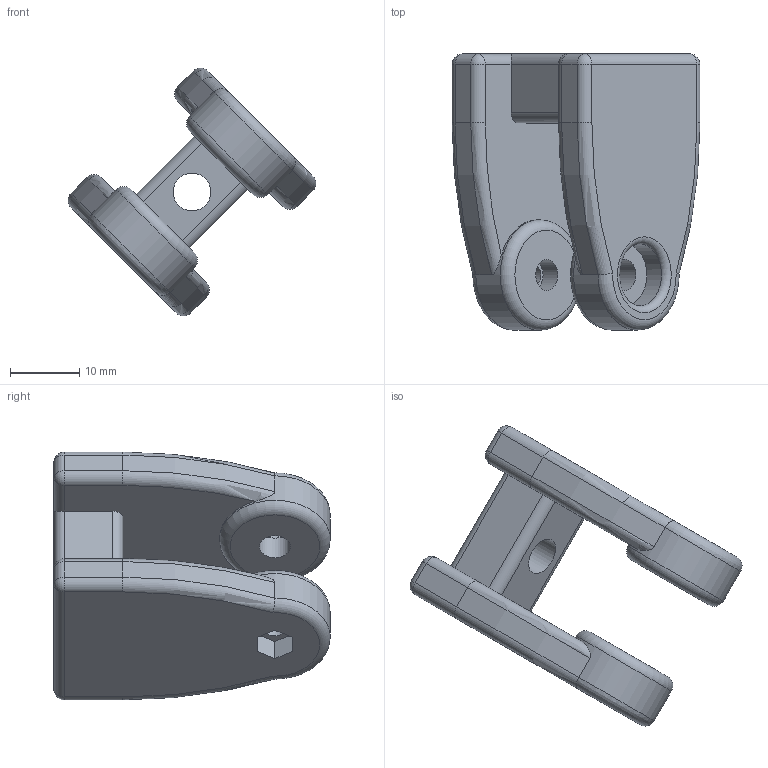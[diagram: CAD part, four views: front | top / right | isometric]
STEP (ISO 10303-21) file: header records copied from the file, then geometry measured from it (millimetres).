
FILE_DESCRIPTION(/* description */ (''),/* implementation_level */ '2;1');
FILE_NAME(/* name */ 'belt_tensioner_F624ZZ.step',/* time_stamp */ '2018-02-13T10:36:27+01:00',/* author */ (''),/* organization */ (''),/* preprocessor_version */ 'ST-DEVELOPER v16.13',/* originating_system */ 'Autodesk Translation Framework v6.5.0.72',/* authorisation */ '');
FILE_SCHEMA (('AUTOMOTIVE_DESIGN { 1 0 10303 214 3 1 1 }'));
Length unit declared in the file: millimetre
Products named in the file (2): (Unsaved); BeltTensionerForF624ZZ
Assembly tree (1 placements, depth 2):
  (Unsaved)
    BeltTensionerForF624ZZ
Bounding box: 35.87 x 40 x 35.87 mm (x, y, z)
Volume: 11676.5 mm3; surface area: 5313.8 mm2
Topology: 1 solids, 1 shells, 77 faces, 177 edges, 105 vertices
Faces by surface type: cylinder 33, plane 23, torus 13, sphere 8
Full cylindrical faces by diameter (mm): 3.5 x1, 4.5 x2, 5.5 x1, 9 x1, 16 x2
Entity records: 2321 total; most frequent: CARTESIAN_POINT 462, DIRECTION 415, ORIENTED_EDGE 354, EDGE_CURVE 177, AXIS2_PLACEMENT_3D 166, VERTEX_POINT 105, EDGE_LOOP 86, LINE 83
